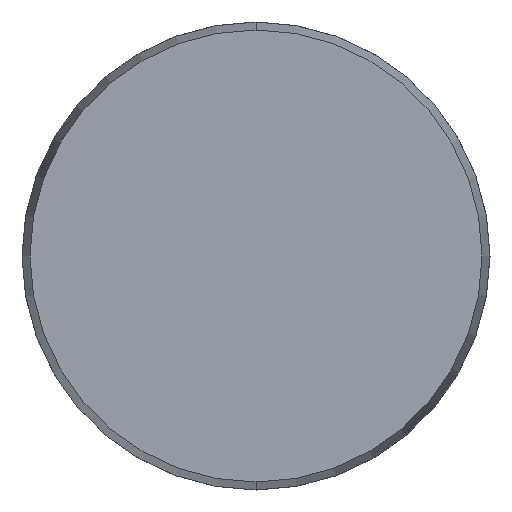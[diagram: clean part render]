
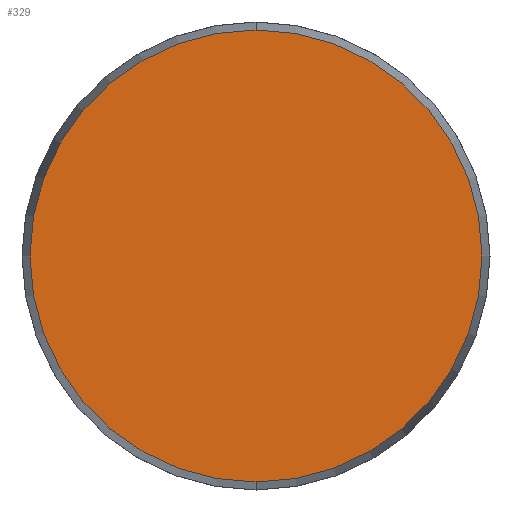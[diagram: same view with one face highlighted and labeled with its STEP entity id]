
A CAD part, front view. The second image highlights one B-rep face of the part: STEP entity #329.
In plain terms, the highlighted planar face has unit normal (0, -1, 0).
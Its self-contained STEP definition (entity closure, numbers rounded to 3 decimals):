
#42 = EDGE_CURVE ( 'NONE', #74, #1007, #63, .T. ) ;
#60 = CARTESIAN_POINT ( 'NONE',  ( 0., 0., 0. ) ) ;
#63 = CIRCLE ( 'NONE', #646, 24.143 ) ;
#70 = EDGE_CURVE ( 'NONE', #1007, #74, #566, .T. ) ;
#74 = VERTEX_POINT ( 'NONE', #423 ) ;
#77 = AXIS2_PLACEMENT_3D ( 'NONE', #180, #322, #813 ) ;
#133 = AXIS2_PLACEMENT_3D ( 'NONE', #498, #564, #187 ) ;
#180 = CARTESIAN_POINT ( 'NONE',  ( 0., 0., 0. ) ) ;
#183 = PLANE ( 'NONE',  #133 ) ;
#187 = DIRECTION ( 'NONE',  ( 0., 0., 1. ) ) ;
#287 = ORIENTED_EDGE ( 'NONE', *, *, #70, .T. ) ;
#313 = DIRECTION ( 'NONE',  ( 0., -1., 0. ) ) ;
#322 = DIRECTION ( 'NONE',  ( 0., -1., 0. ) ) ;
#329 = ADVANCED_FACE ( 'NONE', ( #963 ), #183, .F. ) ;
#395 = DIRECTION ( 'NONE',  ( 0., 0., -1. ) ) ;
#423 = CARTESIAN_POINT ( 'NONE',  ( 0., 0., 24.143 ) ) ;
#498 = CARTESIAN_POINT ( 'NONE',  ( -24.143, 0., 0. ) ) ;
#527 = CARTESIAN_POINT ( 'NONE',  ( 0., 0., -24.143 ) ) ;
#546 = ORIENTED_EDGE ( 'NONE', *, *, #42, .T. ) ;
#564 = DIRECTION ( 'NONE',  ( 0., 1., 0. ) ) ;
#566 = CIRCLE ( 'NONE', #77, 24.143 ) ;
#634 = EDGE_LOOP ( 'NONE', ( #546, #287 ) ) ;
#646 = AXIS2_PLACEMENT_3D ( 'NONE', #60, #313, #395 ) ;
#813 = DIRECTION ( 'NONE',  ( 0., 0., -1. ) ) ;
#963 = FACE_OUTER_BOUND ( 'NONE', #634, .T. ) ;
#1007 = VERTEX_POINT ( 'NONE', #527 ) ;
